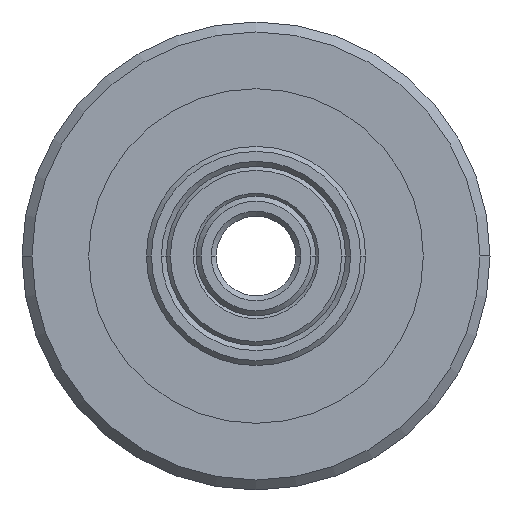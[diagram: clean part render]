
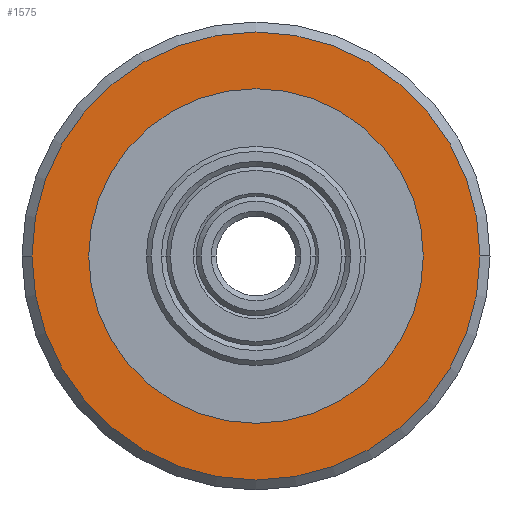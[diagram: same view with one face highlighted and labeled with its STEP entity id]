
A CAD part, left-side view. The second image highlights one B-rep face of the part: STEP entity #1575.
In plain terms, the highlighted planar face has unit normal (-1, 0, 0).
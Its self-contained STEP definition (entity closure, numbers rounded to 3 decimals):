
#23 = DIRECTION ( 'NONE',  ( 0., -1., 0. ) ) ;
#52 = AXIS2_PLACEMENT_3D ( 'NONE', #1917, #2594, #4177 ) ;
#215 = AXIS2_PLACEMENT_3D ( 'NONE', #3644, #363, #23 ) ;
#257 = CIRCLE ( 'NONE', #215, 16.8 ) ;
#341 = ORIENTED_EDGE ( 'NONE', *, *, #814, .T. ) ;
#363 = DIRECTION ( 'NONE',  ( 1., 0., 0. ) ) ;
#375 = DIRECTION ( 'NONE',  ( 1., 0., 0. ) ) ;
#702 = AXIS2_PLACEMENT_3D ( 'NONE', #4120, #875, #1206 ) ;
#766 = EDGE_CURVE ( 'NONE', #2096, #1722, #1854, .T. ) ;
#814 = EDGE_CURVE ( 'NONE', #1722, #2096, #257, .T. ) ;
#874 = CARTESIAN_POINT ( 'NONE',  ( -3.9, 0., 0. ) ) ;
#875 = DIRECTION ( 'NONE',  ( -1., 0., 0. ) ) ;
#1008 = ORIENTED_EDGE ( 'NONE', *, *, #2652, .F. ) ;
#1169 = FACE_OUTER_BOUND ( 'NONE', #1404, .T. ) ;
#1185 = AXIS2_PLACEMENT_3D ( 'NONE', #2346, #375, #2667 ) ;
#1206 = DIRECTION ( 'NONE',  ( 0., -1., 0. ) ) ;
#1218 = ORIENTED_EDGE ( 'NONE', *, *, #766, .T. ) ;
#1404 = EDGE_LOOP ( 'NONE', ( #1497, #1008 ) ) ;
#1497 = ORIENTED_EDGE ( 'NONE', *, *, #1749, .F. ) ;
#1575 = ADVANCED_FACE ( 'NONE', ( #3481, #1169 ), #1869, .T. ) ;
#1592 = CIRCLE ( 'NONE', #1185, 22.5 ) ;
#1602 = AXIS2_PLACEMENT_3D ( 'NONE', #874, #3202, #1913 ) ;
#1705 = CARTESIAN_POINT ( 'NONE',  ( -3.9, 22.5, 0. ) ) ;
#1722 = VERTEX_POINT ( 'NONE', #1943 ) ;
#1749 = EDGE_CURVE ( 'NONE', #3363, #2556, #1592, .T. ) ;
#1797 = CARTESIAN_POINT ( 'NONE',  ( -3.9, -22.5, 0. ) ) ;
#1854 = CIRCLE ( 'NONE', #52, 16.8 ) ;
#1869 = PLANE ( 'NONE',  #702 ) ;
#1913 = DIRECTION ( 'NONE',  ( 0., 1., 0. ) ) ;
#1917 = CARTESIAN_POINT ( 'NONE',  ( -3.9, 0., 0. ) ) ;
#1943 = CARTESIAN_POINT ( 'NONE',  ( -3.9, 16.8, 0. ) ) ;
#2096 = VERTEX_POINT ( 'NONE', #2833 ) ;
#2346 = CARTESIAN_POINT ( 'NONE',  ( -3.9, 0., 0. ) ) ;
#2556 = VERTEX_POINT ( 'NONE', #1797 ) ;
#2594 = DIRECTION ( 'NONE',  ( 1., 0., 0. ) ) ;
#2652 = EDGE_CURVE ( 'NONE', #2556, #3363, #4021, .T. ) ;
#2667 = DIRECTION ( 'NONE',  ( 0., 1., 0. ) ) ;
#2833 = CARTESIAN_POINT ( 'NONE',  ( -3.9, -16.8, 0. ) ) ;
#3202 = DIRECTION ( 'NONE',  ( 1., 0., 0. ) ) ;
#3363 = VERTEX_POINT ( 'NONE', #1705 ) ;
#3481 = FACE_BOUND ( 'NONE', #3486, .T. ) ;
#3486 = EDGE_LOOP ( 'NONE', ( #1218, #341 ) ) ;
#3644 = CARTESIAN_POINT ( 'NONE',  ( -3.9, 0., 0. ) ) ;
#4021 = CIRCLE ( 'NONE', #1602, 22.5 ) ;
#4120 = CARTESIAN_POINT ( 'NONE',  ( -3.9, 23.5, 0. ) ) ;
#4177 = DIRECTION ( 'NONE',  ( 0., -1., 0. ) ) ;
